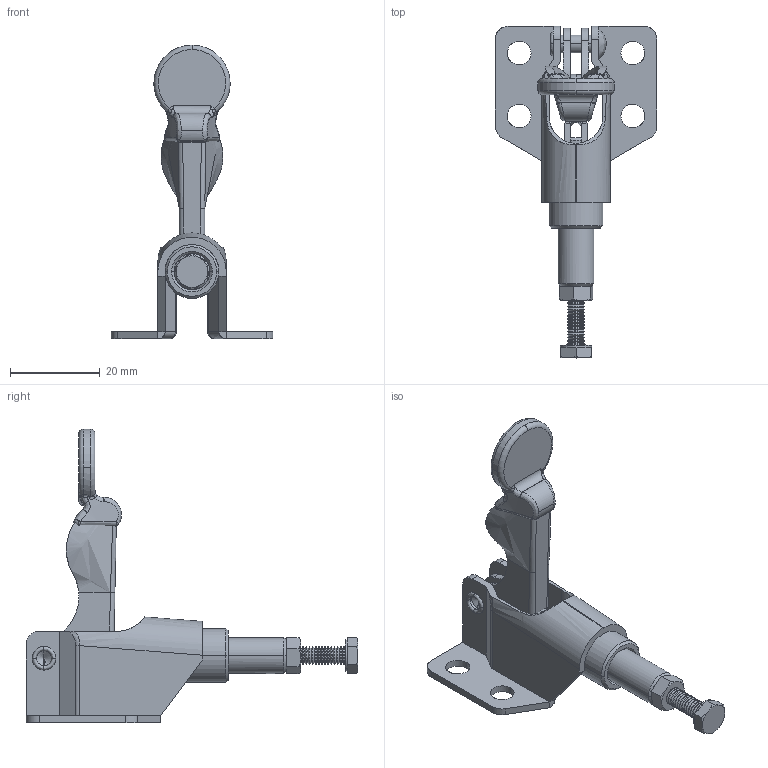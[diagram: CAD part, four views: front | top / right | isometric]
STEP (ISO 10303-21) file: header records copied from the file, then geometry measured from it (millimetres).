
FILE_DESCRIPTION((''),' ');
FILE_NAME('GH-36006M.stp',' ',('stephen'),('BIB design'),' ','ACIS 14.0',' ');
FILE_SCHEMA(('automotive_design'));
Length unit declared in the file: inch
Products named in the file (12): Part_2553; Part_2554; Part_2555; Part_2556; Part_2557; Part_2558; Part_2559; Part_123424; Part_124502; Part_124500; Part_127122
Bounding box: 36 x 73.93 x 65.45 mm (x, y, z)
Volume: 9395.7 mm3; surface area: 12046.2 mm2
Topology: 11 solids, 11 shells, 661 faces, 3151 edges, 2461 vertices
Faces by surface type: revolution 386, bspline 202, cylinder 38, cone 12, plane 11, sphere 8, torus 4
Entity records: 86960 total; most frequent: CARTESIAN_POINT 28081, PRESENTATION_STYLE_ASSIGNMENT 6847, COLOUR_RGB 6847, STYLED_ITEM 6262, ORIENTED_EDGE 6250, DIRECTION 4833, CURVE_STYLE 3714, EDGE_CURVE 3125
